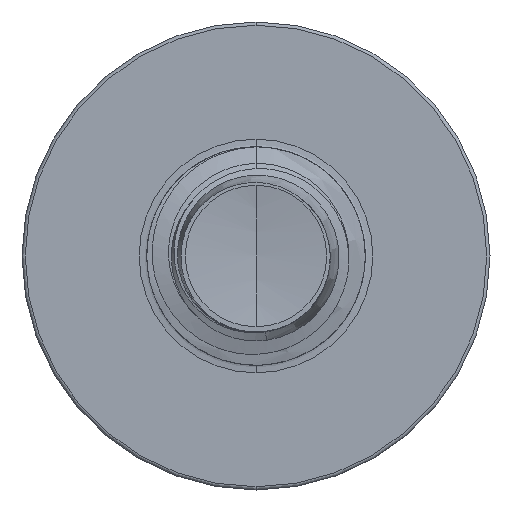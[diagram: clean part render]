
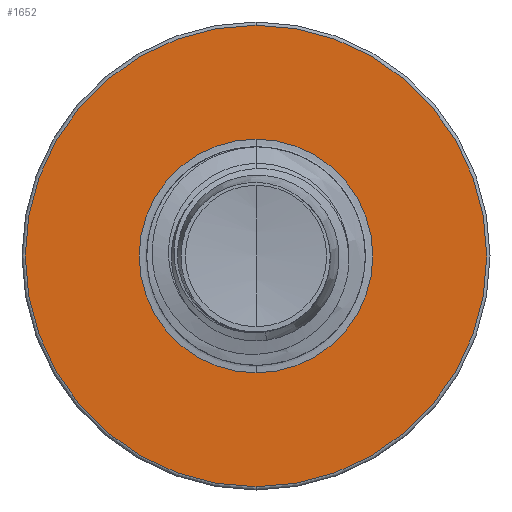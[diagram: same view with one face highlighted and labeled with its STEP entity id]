
A CAD part, front view. The second image highlights one B-rep face of the part: STEP entity #1652.
In plain terms, the highlighted planar face has unit normal (0, -1, 0).
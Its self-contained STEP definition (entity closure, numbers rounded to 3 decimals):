
#333 = ORIENTED_EDGE ( 'NONE', *, *, #35318, .F. ) ;
#1599 = DIRECTION ( 'NONE',  ( 0., 0., 1. ) ) ;
#1652 = ADVANCED_FACE ( 'NONE', ( #23118, #10787 ), #5893, .F. ) ;
#3197 = EDGE_LOOP ( 'NONE', ( #333, #27799 ) ) ;
#3834 = AXIS2_PLACEMENT_3D ( 'NONE', #12995, #31303, #16224 ) ;
#5805 = DIRECTION ( 'NONE',  ( 0., 0., 1. ) ) ;
#5853 = DIRECTION ( 'NONE',  ( 0., 1., 0. ) ) ;
#5893 = PLANE ( 'NONE',  #11878 ) ;
#5942 = CARTESIAN_POINT ( 'NONE',  ( 0., 20., -1.872 ) ) ;
#7026 = DIRECTION ( 'NONE',  ( 0., 1., 0. ) ) ;
#7146 = VERTEX_POINT ( 'NONE', #22577 ) ;
#7568 = EDGE_CURVE ( 'NONE', #7146, #30839, #14208, .T. ) ;
#9759 = CARTESIAN_POINT ( 'NONE',  ( 0., 20., -3.697 ) ) ;
#10787 = FACE_BOUND ( 'NONE', #23614, .T. ) ;
#11878 = AXIS2_PLACEMENT_3D ( 'NONE', #5942, #5853, #5805 ) ;
#12995 = CARTESIAN_POINT ( 'NONE',  ( 0., 20., 0. ) ) ;
#13837 = CARTESIAN_POINT ( 'NONE',  ( 0., 20., 3.698 ) ) ;
#14208 = CIRCLE ( 'NONE', #21800, 1.872 ) ;
#14697 = AXIS2_PLACEMENT_3D ( 'NONE', #35303, #20809, #1599 ) ;
#16224 = DIRECTION ( 'NONE',  ( 0., 0., 1. ) ) ;
#16730 = VERTEX_POINT ( 'NONE', #13837 ) ;
#18380 = EDGE_CURVE ( 'NONE', #28160, #16730, #23540, .T. ) ;
#20809 = DIRECTION ( 'NONE',  ( 0., 1., 0. ) ) ;
#21476 = ORIENTED_EDGE ( 'NONE', *, *, #29234, .T. ) ;
#21566 = CIRCLE ( 'NONE', #3834, 1.872 ) ;
#21800 = AXIS2_PLACEMENT_3D ( 'NONE', #21986, #21954, #21910 ) ;
#21910 = DIRECTION ( 'NONE',  ( 0., 0., 1. ) ) ;
#21954 = DIRECTION ( 'NONE',  ( 0., 1., 0. ) ) ;
#21986 = CARTESIAN_POINT ( 'NONE',  ( 0., 20., 0. ) ) ;
#22577 = CARTESIAN_POINT ( 'NONE',  ( 0., 20., -1.872 ) ) ;
#23118 = FACE_OUTER_BOUND ( 'NONE', #3197, .T. ) ;
#23540 = CIRCLE ( 'NONE', #26036, 3.698 ) ;
#23614 = EDGE_LOOP ( 'NONE', ( #21476, #33892 ) ) ;
#24972 = CARTESIAN_POINT ( 'NONE',  ( 0., 20., 0. ) ) ;
#26036 = AXIS2_PLACEMENT_3D ( 'NONE', #24972, #7026, #27441 ) ;
#27441 = DIRECTION ( 'NONE',  ( 0., 0., 1. ) ) ;
#27799 = ORIENTED_EDGE ( 'NONE', *, *, #18380, .F. ) ;
#28160 = VERTEX_POINT ( 'NONE', #9759 ) ;
#29234 = EDGE_CURVE ( 'NONE', #30839, #7146, #21566, .T. ) ;
#30660 = CARTESIAN_POINT ( 'NONE',  ( 0., 20., 1.872 ) ) ;
#30839 = VERTEX_POINT ( 'NONE', #30660 ) ;
#31303 = DIRECTION ( 'NONE',  ( 0., 1., 0. ) ) ;
#33723 = CIRCLE ( 'NONE', #14697, 3.698 ) ;
#33892 = ORIENTED_EDGE ( 'NONE', *, *, #7568, .T. ) ;
#35303 = CARTESIAN_POINT ( 'NONE',  ( 0., 20., 0. ) ) ;
#35318 = EDGE_CURVE ( 'NONE', #16730, #28160, #33723, .T. ) ;
